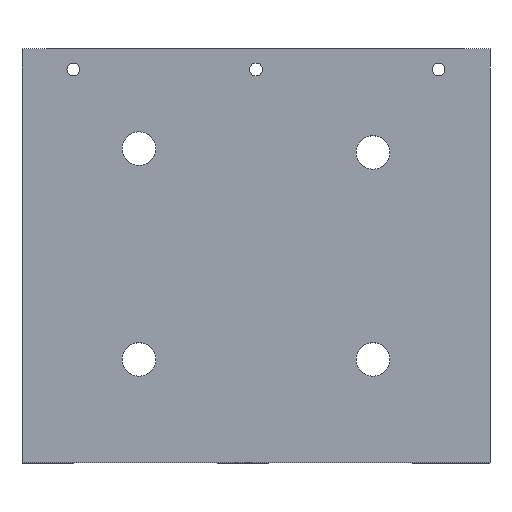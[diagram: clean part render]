
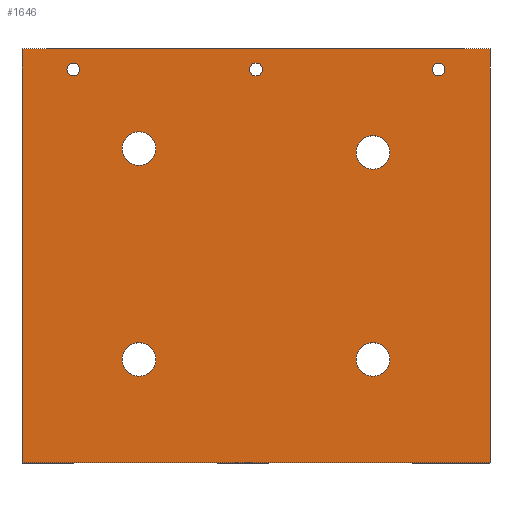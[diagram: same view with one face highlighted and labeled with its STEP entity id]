
A CAD part, top view. The second image highlights one B-rep face of the part: STEP entity #1646.
In plain terms, the highlighted planar face has unit normal (0, 0, 1).
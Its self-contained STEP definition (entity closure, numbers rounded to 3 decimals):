
#265=FACE_BOUND('',#491,.T.);
#266=FACE_BOUND('',#492,.T.);
#267=FACE_BOUND('',#493,.T.);
#268=FACE_BOUND('',#494,.T.);
#269=FACE_BOUND('',#495,.T.);
#270=FACE_BOUND('',#496,.T.);
#271=FACE_BOUND('',#497,.T.);
#315=PLANE('',#1801);
#391=FACE_OUTER_BOUND('',#490,.T.);
#490=EDGE_LOOP('',(#1524,#1525,#1526,#1527));
#491=EDGE_LOOP('',(#1528));
#492=EDGE_LOOP('',(#1529));
#493=EDGE_LOOP('',(#1530));
#494=EDGE_LOOP('',(#1531));
#495=EDGE_LOOP('',(#1532));
#496=EDGE_LOOP('',(#1533));
#497=EDGE_LOOP('',(#1534));
#623=LINE('',#2733,#747);
#625=LINE('',#2737,#749);
#627=LINE('',#2741,#751);
#629=LINE('',#2744,#753);
#747=VECTOR('',#2230,10.);
#749=VECTOR('',#2234,10.);
#751=VECTOR('',#2238,10.);
#753=VECTOR('',#2242,10.);
#759=CIRCLE('',#1677,1.25);
#761=CIRCLE('',#1680,1.25);
#763=CIRCLE('',#1683,1.25);
#813=CIRCLE('',#1782,3.25);
#814=CIRCLE('',#1784,3.25);
#815=CIRCLE('',#1786,3.25);
#816=CIRCLE('',#1788,3.25);
#860=VERTEX_POINT('',#2379);
#862=VERTEX_POINT('',#2385);
#864=VERTEX_POINT('',#2391);
#970=VERTEX_POINT('',#2702);
#971=VERTEX_POINT('',#2706);
#972=VERTEX_POINT('',#2710);
#973=VERTEX_POINT('',#2714);
#978=VERTEX_POINT('',#2730);
#979=VERTEX_POINT('',#2732);
#980=VERTEX_POINT('',#2736);
#981=VERTEX_POINT('',#2740);
#988=EDGE_CURVE('',#860,#860,#759,.T.);
#991=EDGE_CURVE('',#862,#862,#761,.T.);
#994=EDGE_CURVE('',#864,#864,#763,.T.);
#1149=EDGE_CURVE('',#970,#970,#813,.T.);
#1151=EDGE_CURVE('',#971,#971,#814,.T.);
#1153=EDGE_CURVE('',#972,#972,#815,.T.);
#1155=EDGE_CURVE('',#973,#973,#816,.T.);
#1162=EDGE_CURVE('',#979,#978,#623,.T.);
#1164=EDGE_CURVE('',#980,#979,#625,.T.);
#1166=EDGE_CURVE('',#981,#980,#627,.T.);
#1168=EDGE_CURVE('',#978,#981,#629,.T.);
#1524=ORIENTED_EDGE('',*,*,#1168,.T.);
#1525=ORIENTED_EDGE('',*,*,#1166,.T.);
#1526=ORIENTED_EDGE('',*,*,#1164,.T.);
#1527=ORIENTED_EDGE('',*,*,#1162,.T.);
#1528=ORIENTED_EDGE('',*,*,#988,.T.);
#1529=ORIENTED_EDGE('',*,*,#991,.T.);
#1530=ORIENTED_EDGE('',*,*,#994,.T.);
#1531=ORIENTED_EDGE('',*,*,#1149,.T.);
#1532=ORIENTED_EDGE('',*,*,#1151,.T.);
#1533=ORIENTED_EDGE('',*,*,#1153,.T.);
#1534=ORIENTED_EDGE('',*,*,#1155,.T.);
#1646=ADVANCED_FACE('',(#391,#265,#266,#267,#268,#269,#270,#271),#315,.T.);
#1677=AXIS2_PLACEMENT_3D('',#2381,#1876,#1877);
#1680=AXIS2_PLACEMENT_3D('',#2387,#1883,#1884);
#1683=AXIS2_PLACEMENT_3D('',#2393,#1890,#1891);
#1782=AXIS2_PLACEMENT_3D('',#2703,#2193,#2194);
#1784=AXIS2_PLACEMENT_3D('',#2707,#2198,#2199);
#1786=AXIS2_PLACEMENT_3D('',#2711,#2203,#2204);
#1788=AXIS2_PLACEMENT_3D('',#2715,#2208,#2209);
#1801=AXIS2_PLACEMENT_3D('',#2745,#2243,#2244);
#1876=DIRECTION('center_axis',(0.,0.,-1.));
#1877=DIRECTION('ref_axis',(1.,0.,0.));
#1883=DIRECTION('center_axis',(0.,0.,-1.));
#1884=DIRECTION('ref_axis',(1.,0.,0.));
#1890=DIRECTION('center_axis',(0.,0.,-1.));
#1891=DIRECTION('ref_axis',(1.,0.,0.));
#2193=DIRECTION('center_axis',(0.,0.,-1.));
#2194=DIRECTION('ref_axis',(-1.,0.,0.));
#2198=DIRECTION('center_axis',(0.,0.,-1.));
#2199=DIRECTION('ref_axis',(-1.,0.,0.));
#2203=DIRECTION('center_axis',(0.,0.,-1.));
#2204=DIRECTION('ref_axis',(-1.,0.,0.));
#2208=DIRECTION('center_axis',(0.,0.,-1.));
#2209=DIRECTION('ref_axis',(-1.,0.,0.));
#2230=DIRECTION('',(0.,-1.,0.));
#2234=DIRECTION('',(-1.,0.,0.));
#2238=DIRECTION('',(0.,1.,0.));
#2242=DIRECTION('',(1.,0.,0.));
#2243=DIRECTION('center_axis',(0.,0.,1.));
#2244=DIRECTION('ref_axis',(1.,0.,0.));
#2379=CARTESIAN_POINT('',(-81.75,71.,12.));
#2381=CARTESIAN_POINT('Origin',(-80.5,71.,12.));
#2385=CARTESIAN_POINT('',(-46.25,71.,12.));
#2387=CARTESIAN_POINT('Origin',(-45.,71.,12.));
#2391=CARTESIAN_POINT('',(-10.75,71.,12.));
#2393=CARTESIAN_POINT('Origin',(-9.5,71.,12.));
#2702=CARTESIAN_POINT('',(-19.,54.875,12.));
#2703=CARTESIAN_POINT('Origin',(-22.25,54.875,12.));
#2706=CARTESIAN_POINT('',(-19.,14.625,12.));
#2707=CARTESIAN_POINT('Origin',(-22.25,14.625,12.));
#2710=CARTESIAN_POINT('',(-64.5,14.625,12.));
#2711=CARTESIAN_POINT('Origin',(-67.75,14.625,12.));
#2714=CARTESIAN_POINT('',(-64.5,55.633,12.));
#2715=CARTESIAN_POINT('Origin',(-67.75,55.633,12.));
#2730=CARTESIAN_POINT('',(-90.5,-5.5,12.));
#2732=CARTESIAN_POINT('',(-90.5,75.,12.));
#2733=CARTESIAN_POINT('',(-90.5,75.,12.));
#2736=CARTESIAN_POINT('',(0.5,75.,12.));
#2737=CARTESIAN_POINT('',(0.5,75.,12.));
#2740=CARTESIAN_POINT('',(0.5,-5.5,12.));
#2741=CARTESIAN_POINT('',(0.5,-5.5,12.));
#2744=CARTESIAN_POINT('',(-90.5,-5.5,12.));
#2745=CARTESIAN_POINT('Origin',(-45.,34.75,12.));
